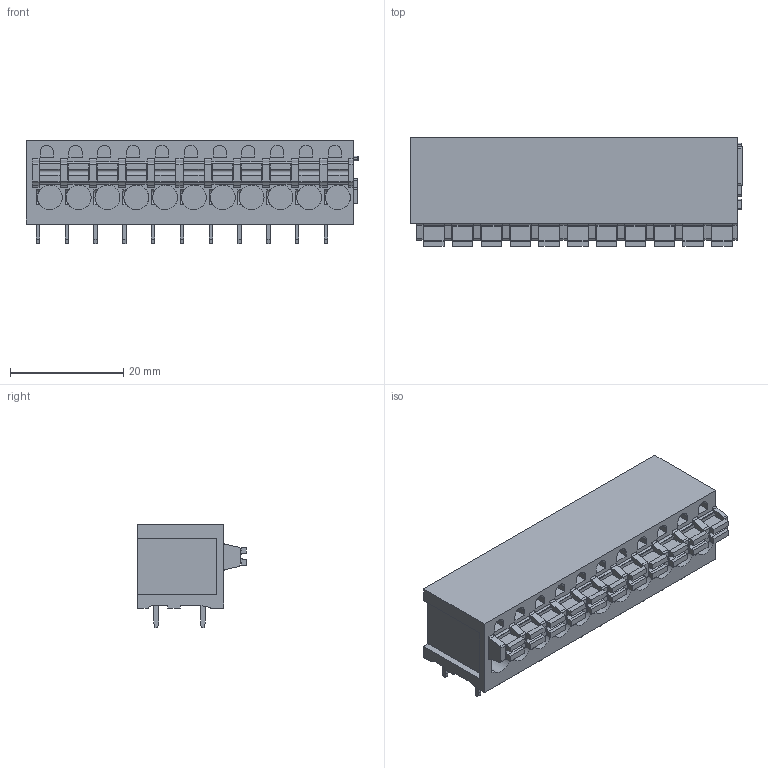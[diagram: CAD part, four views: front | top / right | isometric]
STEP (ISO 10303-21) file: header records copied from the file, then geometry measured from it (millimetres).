
FILE_DESCRIPTION(('CATIA V5 STEP Exchange','CAx-IF Rec.Pracs.--- Model Styling and Organization---1.2---2011-12-15'),'2;1');
FILE_NAME ('D1451106_0_1330810000_1330810000.stp','2018-09-07T11:03:10+00:00',('none'),('Weidmueller'),'CATIA Version 5-6 Release 2014','CATIA V5 STEP AP214','none');
FILE_SCHEMA(('AUTOMOTIVE_DESIGN { 1 0 10303 214 1 1 1 1 }'));
Length unit declared in the file: millimetre
Products named in the file (1): 1330810000
Bounding box: 58.53 x 19.2 x 18.3 mm (x, y, z)
Volume: 12022.7 mm3; surface area: 7187.8 mm2
Topology: 34 solids, 34 shells, 766 faces, 2019 edges, 1346 vertices
Faces by surface type: plane 593, cylinder 173
Entity records: 21401 total; most frequent: ORIENTED_EDGE 4038, CARTESIAN_POINT 3893, DIRECTION 2798, EDGE_CURVE 2019, VECTOR 1640, LINE 1640, VERTEX_POINT 1346, EDGE_LOOP 791
